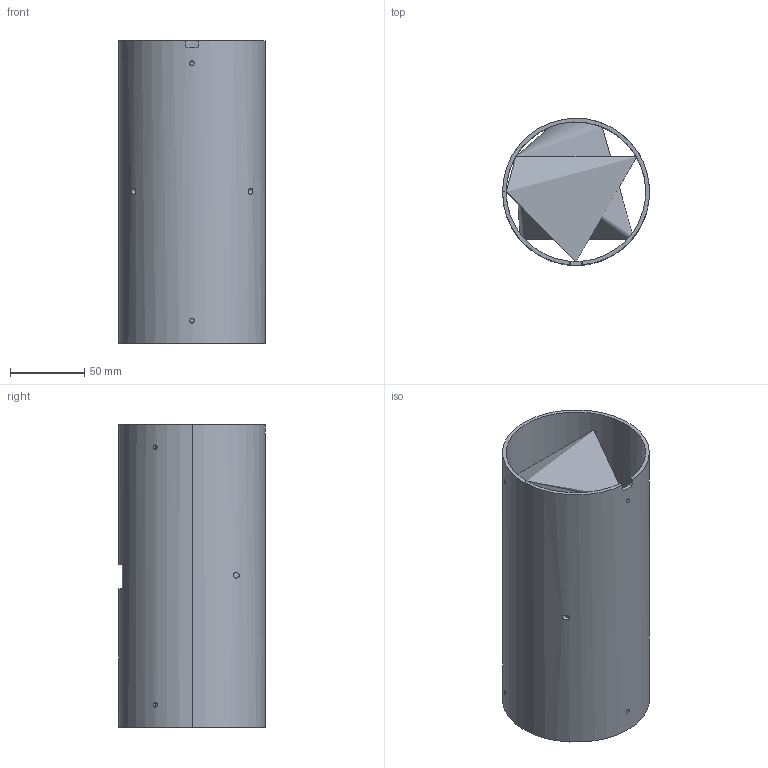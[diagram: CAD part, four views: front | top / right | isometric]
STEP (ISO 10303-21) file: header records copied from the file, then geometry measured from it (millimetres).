
FILE_DESCRIPTION(/* description */ (''),/* implementation_level */ '2;1');
FILE_NAME(/* name */ 'Tube.step',/* time_stamp */ '2024-04-06T18:13:10+02:00',/* author */ (''),/* organization */ (''),/* preprocessor_version */ 'ST-DEVELOPER v20',/* originating_system */ 'Autodesk Translation Framework v12.20.1.177',/* authorisation */ '');
FILE_SCHEMA (('AUTOMOTIVE_DESIGN { 1 0 10303 214 3 1 1 }'));
Length unit declared in the file: millimetre
Products named in the file (1): Tube
Bounding box: 99 x 99 x 204 mm (x, y, z)
Volume: 152854.5 mm3; surface area: 125414.4 mm2
Topology: 1 solids, 1 shells, 39 faces, 100 edges, 63 vertices
Faces by surface type: plane 26, cylinder 11, bspline 2
Full cylindrical faces by diameter (mm): 3 x6, 99 x1
Entity records: 1678 total; most frequent: CARTESIAN_POINT 687, ORIENTED_EDGE 200, DIRECTION 183, EDGE_CURVE 100, AXIS2_PLACEMENT_3D 67, VERTEX_POINT 63, EDGE_LOOP 57, LINE 49
